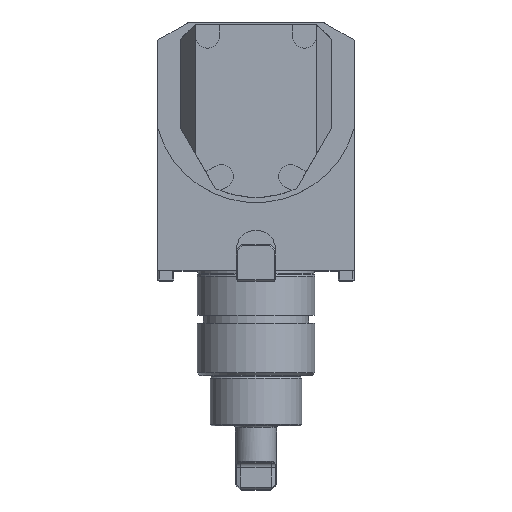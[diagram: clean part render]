
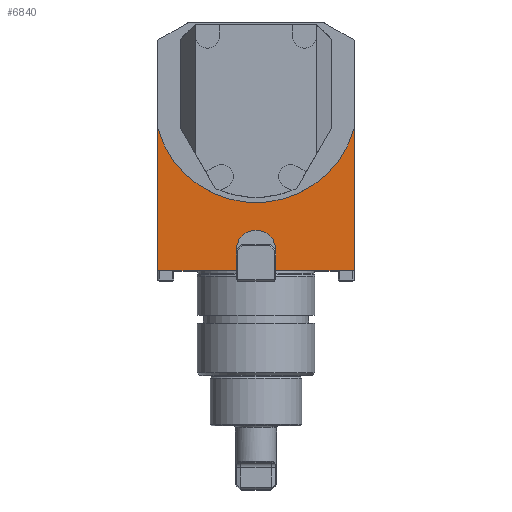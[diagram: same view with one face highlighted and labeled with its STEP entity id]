
A CAD part, top view. The second image highlights one B-rep face of the part: STEP entity #6840.
In plain terms, the highlighted planar face has unit normal (0, 0, 1).
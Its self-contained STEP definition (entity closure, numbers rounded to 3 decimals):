
#791 = EDGE_CURVE ( 'NONE', #12147, #20524, #9646, .T. ) ;
#1213 = EDGE_CURVE ( 'NONE', #25633, #21512, #27230, .T. ) ;
#1350 = AXIS2_PLACEMENT_3D ( 'NONE', #14642, #27779, #27231 ) ;
#1380 = LINE ( 'NONE', #23763, #9702 ) ;
#1483 = CARTESIAN_POINT ( 'NONE',  ( 0., 8., 37.5 ) ) ;
#2067 = ORIENTED_EDGE ( 'NONE', *, *, #7519, .F. ) ;
#2766 = ORIENTED_EDGE ( 'NONE', *, *, #1213, .F. ) ;
#3498 = ORIENTED_EDGE ( 'NONE', *, *, #11213, .F. ) ;
#3902 = VECTOR ( 'NONE', #6064, 1000. ) ;
#4312 = LINE ( 'NONE', #9195, #10256 ) ;
#4596 = DIRECTION ( 'NONE',  ( 0., -1., 0. ) ) ;
#4783 = ORIENTED_EDGE ( 'NONE', *, *, #27616, .F. ) ;
#4854 = FACE_OUTER_BOUND ( 'NONE', #22776, .T. ) ;
#5461 = DIRECTION ( 'NONE',  ( 0., -1., 0. ) ) ;
#5592 = VECTOR ( 'NONE', #9652, 1000. ) ;
#5715 = CARTESIAN_POINT ( 'NONE',  ( 7.5, 0., 37.5 ) ) ;
#5979 = EDGE_CURVE ( 'NONE', #12147, #19260, #24976, .T. ) ;
#5998 = LINE ( 'NONE', #5715, #13838 ) ;
#6064 = DIRECTION ( 'NONE',  ( -1., 0., 0. ) ) ;
#6722 = ORIENTED_EDGE ( 'NONE', *, *, #8825, .F. ) ;
#6840 = ADVANCED_FACE ( 'Defeature completata1_31', ( #4854 ), #10114, .T. ) ;
#7519 = EDGE_CURVE ( 'NONE', #21512, #10508, #1380, .T. ) ;
#7929 = LINE ( 'NONE', #12251, #3902 ) ;
#7985 = DIRECTION ( 'NONE',  ( 1., 0., 0. ) ) ;
#8533 = ORIENTED_EDGE ( 'NONE', *, *, #5979, .F. ) ;
#8825 = EDGE_CURVE ( 'NONE', #22595, #25633, #5998, .T. ) ;
#8973 = CARTESIAN_POINT ( 'NONE',  ( 37.5, 54.288, 37.5 ) ) ;
#9195 = CARTESIAN_POINT ( 'NONE',  ( 37.5, 20., 37.5 ) ) ;
#9646 = LINE ( 'NONE', #13700, #20898 ) ;
#9652 = DIRECTION ( 'NONE',  ( -1., 0., 0. ) ) ;
#9702 = VECTOR ( 'NONE', #10484, 1000. ) ;
#10114 = PLANE ( 'NONE',  #1350 ) ;
#10256 = VECTOR ( 'NONE', #4596, 1000. ) ;
#10484 = DIRECTION ( 'NONE',  ( 0., -1., 0. ) ) ;
#10508 = VERTEX_POINT ( 'NONE', #25061 ) ;
#10748 = VERTEX_POINT ( 'NONE', #23989 ) ;
#10920 = AXIS2_PLACEMENT_3D ( 'NONE', #1483, #19214, #7985 ) ;
#11213 = EDGE_CURVE ( 'NONE', #10748, #22595, #20572, .T. ) ;
#12147 = VERTEX_POINT ( 'NONE', #25977 ) ;
#12151 = EDGE_CURVE ( 'NONE', #19260, #10748, #4312, .T. ) ;
#12251 = CARTESIAN_POINT ( 'NONE',  ( 37.5, 0., 37.5 ) ) ;
#12927 = CARTESIAN_POINT ( 'NONE',  ( -7.5, 8., 37.5 ) ) ;
#13398 = CARTESIAN_POINT ( 'NONE',  ( 7.5, 0., 37.5 ) ) ;
#13672 = CARTESIAN_POINT ( 'NONE',  ( 0., 65., 37.5 ) ) ;
#13700 = CARTESIAN_POINT ( 'NONE',  ( -37.5, 20., 37.5 ) ) ;
#13838 = VECTOR ( 'NONE', #24002, 1000. ) ;
#14642 = CARTESIAN_POINT ( 'NONE',  ( 37.5, 20., 37.5 ) ) ;
#15111 = CARTESIAN_POINT ( 'NONE',  ( -37.5, 0., 37.5 ) ) ;
#18910 = CARTESIAN_POINT ( 'NONE',  ( 7.5, 8., 37.5 ) ) ;
#19214 = DIRECTION ( 'NONE',  ( 0., 0., 1. ) ) ;
#19260 = VERTEX_POINT ( 'NONE', #8973 ) ;
#19367 = CARTESIAN_POINT ( 'NONE',  ( 37.5, 0., 37.5 ) ) ;
#19382 = ORIENTED_EDGE ( 'NONE', *, *, #12151, .F. ) ;
#20122 = DIRECTION ( 'NONE',  ( 0., 0., 1. ) ) ;
#20524 = VERTEX_POINT ( 'NONE', #15111 ) ;
#20572 = LINE ( 'NONE', #19367, #5592 ) ;
#20898 = VECTOR ( 'NONE', #5461, 1000. ) ;
#21258 = AXIS2_PLACEMENT_3D ( 'NONE', #13672, #20122, #24480 ) ;
#21512 = VERTEX_POINT ( 'NONE', #12927 ) ;
#22595 = VERTEX_POINT ( 'NONE', #13398 ) ;
#22776 = EDGE_LOOP ( 'NONE', ( #2067, #2766, #6722, #3498, #19382, #8533, #26598, #4783 ) ) ;
#23763 = CARTESIAN_POINT ( 'NONE',  ( -7.5, 0., 37.5 ) ) ;
#23989 = CARTESIAN_POINT ( 'NONE',  ( 37.5, 0., 37.5 ) ) ;
#24002 = DIRECTION ( 'NONE',  ( 0., 1., 0. ) ) ;
#24480 = DIRECTION ( 'NONE',  ( 1., 0., 0. ) ) ;
#24976 = CIRCLE ( 'NONE', #21258, 39. ) ;
#25061 = CARTESIAN_POINT ( 'NONE',  ( -7.5, 0., 37.5 ) ) ;
#25633 = VERTEX_POINT ( 'NONE', #18910 ) ;
#25977 = CARTESIAN_POINT ( 'NONE',  ( -37.5, 54.288, 37.5 ) ) ;
#26598 = ORIENTED_EDGE ( 'NONE', *, *, #791, .T. ) ;
#27230 = CIRCLE ( 'NONE', #10920, 7.5 ) ;
#27231 = DIRECTION ( 'NONE',  ( 1., 0., 0. ) ) ;
#27616 = EDGE_CURVE ( 'NONE', #10508, #20524, #7929, .T. ) ;
#27779 = DIRECTION ( 'NONE',  ( 0., 0., 1. ) ) ;
